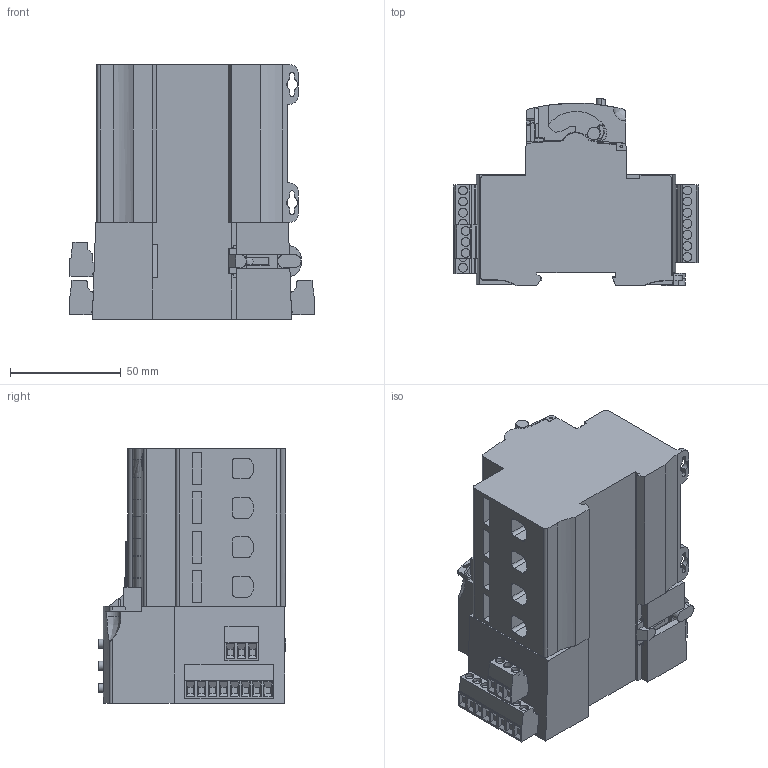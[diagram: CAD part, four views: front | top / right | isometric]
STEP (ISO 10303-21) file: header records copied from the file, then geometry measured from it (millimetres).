
FILE_DESCRIPTION((''),'2;1');
FILE_NAME('RECMAX_4M_SW0001','2014-11-27T',('esors'),(''),'PRO/ENGINEER BY PARAMETRIC TECHNOLOGY CORPORATION, 2013410','PRO/ENGINEER BY PARAMETRIC TECHNOLOGY CORPORATION, 2013410','');
FILE_SCHEMA(('AUTOMOTIVE_DESIGN { 1 0 10303 214 1 1 1 1 }'));
Length unit declared in the file: millimetre
Products named in the file (1): RECMAX_4M_SW0001
Bounding box: 111 x 84.85 x 114.95 mm (x, y, z)
Volume: 581473.8 mm3; surface area: 66888.3 mm2
Topology: 1 solids, 1 shells, 975 faces, 2660 edges, 1755 vertices
Faces by surface type: plane 730, cylinder 218, bspline 14, cone 12, torus 1
Entity records: 31544 total; most frequent: CARTESIAN_POINT 6562, ORIENTED_EDGE 5316, DIRECTION 4894, EDGE_CURVE 2658, VECTOR 1954, LINE 1954, VERTEX_POINT 1754, AXIS2_PLACEMENT_3D 1470
